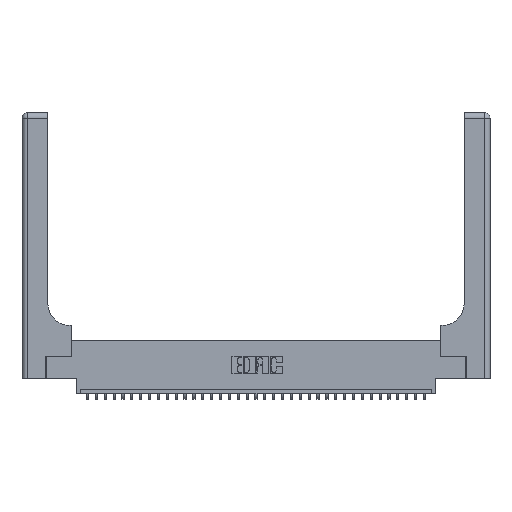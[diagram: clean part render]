
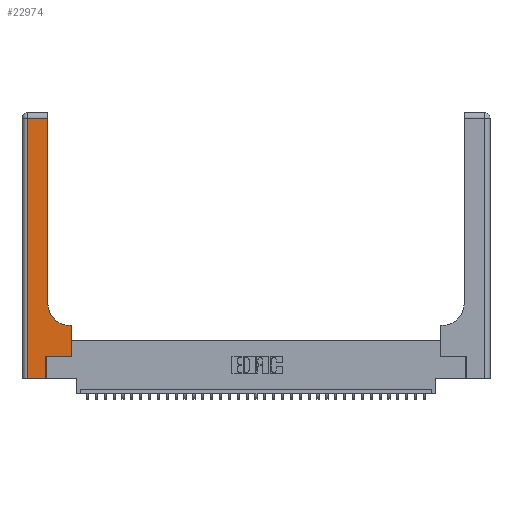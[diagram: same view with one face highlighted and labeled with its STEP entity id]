
A CAD part, top view. The second image highlights one B-rep face of the part: STEP entity #22974.
In plain terms, the highlighted planar face has unit normal (0, 0, 1).
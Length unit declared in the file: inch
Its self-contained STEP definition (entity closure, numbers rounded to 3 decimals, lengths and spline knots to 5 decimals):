
#670 = ORIENTED_EDGE ( 'NONE', *, *, #12237, .T. ) ;
#1005 = ORIENTED_EDGE ( 'NONE', *, *, #14082, .T. ) ;
#1329 = LINE ( 'NONE', #33558, #21286 ) ;
#3237 = LINE ( 'NONE', #19902, #31313 ) ;
#3588 = CARTESIAN_POINT ( 'NONE',  ( 0.5415, 0.85, 0.37 ) ) ;
#4244 = CARTESIAN_POINT ( 'NONE',  ( 0.2915, 3., 0.37 ) ) ;
#5059 = CARTESIAN_POINT ( 'NONE',  ( 0.5415, 0.6, 0.37 ) ) ;
#5214 = VECTOR ( 'NONE', #22998, 39.37008 ) ;
#5241 = LINE ( 'NONE', #23392, #25666 ) ;
#5630 = VERTEX_POINT ( 'NONE', #7837 ) ;
#6625 = DIRECTION ( 'NONE',  ( 0., 1., 0. ) ) ;
#7492 = DIRECTION ( 'NONE',  ( 1., 0., 0. ) ) ;
#7741 = PLANE ( 'NONE',  #27036 ) ;
#7837 = CARTESIAN_POINT ( 'NONE',  ( 0.06, 0., 0.37 ) ) ;
#8175 = CARTESIAN_POINT ( 'NONE',  ( 0., 2.94, 0.37 ) ) ;
#8668 = VECTOR ( 'NONE', #6625, 39.37008 ) ;
#9250 = VECTOR ( 'NONE', #12368, 39.37008 ) ;
#9796 = CARTESIAN_POINT ( 'NONE',  ( 0.2915, 0.85, 0.37 ) ) ;
#10864 = VECTOR ( 'NONE', #7492, 39.37008 ) ;
#11993 = CARTESIAN_POINT ( 'NONE',  ( 0., 0., 0.37 ) ) ;
#12150 = VERTEX_POINT ( 'NONE', #14571 ) ;
#12217 = LINE ( 'NONE', #12615, #9250 ) ;
#12237 = EDGE_CURVE ( 'NONE', #20042, #13297, #15688, .T. ) ;
#12245 = CARTESIAN_POINT ( 'NONE',  ( 0.269, 0.25, 0.37 ) ) ;
#12368 = DIRECTION ( 'NONE',  ( -1., 0., 0. ) ) ;
#12536 = VERTEX_POINT ( 'NONE', #30985 ) ;
#12615 = CARTESIAN_POINT ( 'NONE',  ( 0.2915, 0.6, 0.37 ) ) ;
#13297 = VERTEX_POINT ( 'NONE', #9796 ) ;
#14082 = EDGE_CURVE ( 'NONE', #31396, #27620, #15929, .T. ) ;
#14571 = CARTESIAN_POINT ( 'NONE',  ( 0.5585, 0.6, 0.37 ) ) ;
#15155 = EDGE_CURVE ( 'NONE', #35144, #12536, #30251, .T. ) ;
#15186 = CARTESIAN_POINT ( 'NONE',  ( 0.5585, 0.25, 0.37 ) ) ;
#15394 = DIRECTION ( 'NONE',  ( 0., 0., -1. ) ) ;
#15688 = CIRCLE ( 'NONE', #18593, 0.25 ) ;
#15929 = LINE ( 'NONE', #31380, #8668 ) ;
#16627 = VERTEX_POINT ( 'NONE', #15186 ) ;
#17091 = LINE ( 'NONE', #4244, #5214 ) ;
#17476 = ORIENTED_EDGE ( 'NONE', *, *, #34624, .T. ) ;
#18593 = AXIS2_PLACEMENT_3D ( 'NONE', #3588, #31282, #20474 ) ;
#19351 = LINE ( 'NONE', #11993, #10864 ) ;
#19902 = CARTESIAN_POINT ( 'NONE',  ( 0.06, 3., 0.37 ) ) ;
#20042 = VERTEX_POINT ( 'NONE', #5059 ) ;
#20178 = EDGE_CURVE ( 'NONE', #13297, #35144, #17091, .T. ) ;
#20474 = DIRECTION ( 'NONE',  ( 1., 0., 0. ) ) ;
#21286 = VECTOR ( 'NONE', #27977, 39.37008 ) ;
#21427 = EDGE_CURVE ( 'NONE', #16627, #12150, #1329, .T. ) ;
#22391 = DIRECTION ( 'NONE',  ( 0., -1., 0. ) ) ;
#22945 = ORIENTED_EDGE ( 'NONE', *, *, #27602, .T. ) ;
#22974 = ADVANCED_FACE ( 'NONE', ( #33504 ), #7741, .F. ) ;
#22998 = DIRECTION ( 'NONE',  ( 0., 1., 0. ) ) ;
#23392 = CARTESIAN_POINT ( 'NONE',  ( 0.269, 0.25, 0.37 ) ) ;
#24481 = ORIENTED_EDGE ( 'NONE', *, *, #21427, .T. ) ;
#24532 = CARTESIAN_POINT ( 'NONE',  ( 0.2915, 2.94, 0.37 ) ) ;
#25426 = EDGE_CURVE ( 'NONE', #12536, #5630, #3237, .T. ) ;
#25666 = VECTOR ( 'NONE', #28874, 39.37008 ) ;
#26292 = CARTESIAN_POINT ( 'NONE',  ( 0., 3., 0.37 ) ) ;
#26652 = EDGE_LOOP ( 'NONE', ( #31487, #27227, #31261, #17476, #1005, #34682, #24481, #22945, #670 ) ) ;
#27036 = AXIS2_PLACEMENT_3D ( 'NONE', #26292, #15394, #29727 ) ;
#27190 = DIRECTION ( 'NONE',  ( -1., 0., 0. ) ) ;
#27227 = ORIENTED_EDGE ( 'NONE', *, *, #15155, .T. ) ;
#27366 = CARTESIAN_POINT ( 'NONE',  ( 0.269, 0., 0.37 ) ) ;
#27602 = EDGE_CURVE ( 'NONE', #12150, #20042, #12217, .T. ) ;
#27620 = VERTEX_POINT ( 'NONE', #12245 ) ;
#27977 = DIRECTION ( 'NONE',  ( 0., 1., 0. ) ) ;
#28874 = DIRECTION ( 'NONE',  ( 1., 0., 0. ) ) ;
#29727 = DIRECTION ( 'NONE',  ( -1., 0., 0. ) ) ;
#30251 = LINE ( 'NONE', #8175, #32405 ) ;
#30652 = EDGE_CURVE ( 'NONE', #27620, #16627, #5241, .T. ) ;
#30985 = CARTESIAN_POINT ( 'NONE',  ( 0.06, 2.94, 0.37 ) ) ;
#31261 = ORIENTED_EDGE ( 'NONE', *, *, #25426, .T. ) ;
#31282 = DIRECTION ( 'NONE',  ( 0., 0., -1. ) ) ;
#31313 = VECTOR ( 'NONE', #22391, 39.37008 ) ;
#31380 = CARTESIAN_POINT ( 'NONE',  ( 0.269, 0., 0.37 ) ) ;
#31396 = VERTEX_POINT ( 'NONE', #27366 ) ;
#31487 = ORIENTED_EDGE ( 'NONE', *, *, #20178, .T. ) ;
#32405 = VECTOR ( 'NONE', #27190, 39.37008 ) ;
#33504 = FACE_OUTER_BOUND ( 'NONE', #26652, .T. ) ;
#33558 = CARTESIAN_POINT ( 'NONE',  ( 0.5585, 0.25, 0.37 ) ) ;
#34624 = EDGE_CURVE ( 'NONE', #5630, #31396, #19351, .T. ) ;
#34682 = ORIENTED_EDGE ( 'NONE', *, *, #30652, .T. ) ;
#35144 = VERTEX_POINT ( 'NONE', #24532 ) ;
